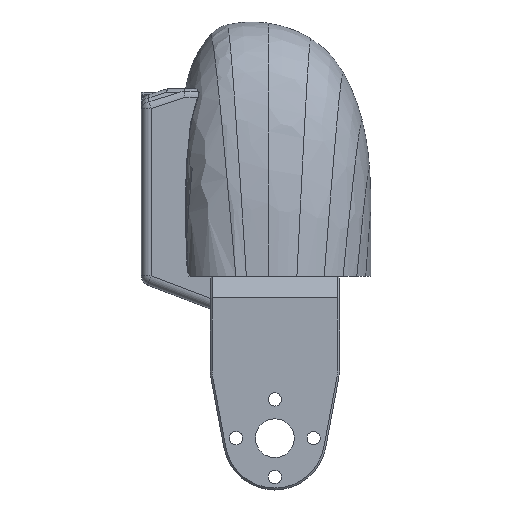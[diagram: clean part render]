
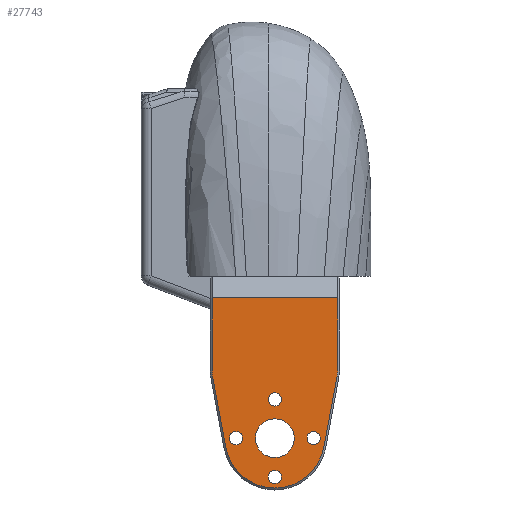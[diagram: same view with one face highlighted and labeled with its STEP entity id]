
A CAD part, front view. The second image highlights one B-rep face of the part: STEP entity #27743.
In plain terms, the highlighted planar face has unit normal (0, -1, 0).
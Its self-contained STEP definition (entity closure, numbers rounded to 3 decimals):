
#211=FACE_BOUND('',#10832,.T.);
#212=FACE_BOUND('',#10833,.T.);
#213=FACE_BOUND('',#10834,.T.);
#214=FACE_BOUND('',#10835,.T.);
#215=FACE_BOUND('',#10836,.T.);
#291=PLANE('',#29497);
#1671=LINE('',#39246,#5436);
#1672=LINE('',#39250,#5437);
#1673=LINE('',#39252,#5438);
#1674=LINE('',#39254,#5439);
#1675=LINE('',#39258,#5440);
#5436=VECTOR('',#31321,10.);
#5437=VECTOR('',#31324,5.738);
#5438=VECTOR('',#31325,19.4);
#5439=VECTOR('',#31326,5.738);
#5440=VECTOR('',#31329,7.099);
#9295=FACE_OUTER_BOUND('',#10831,.T.);
#10831=EDGE_LOOP('',(#19564,#19565,#19566,#19567,#19568,#19569,#19570,#19571));
#10832=EDGE_LOOP('',(#19572));
#10833=EDGE_LOOP('',(#19573));
#10834=EDGE_LOOP('',(#19574));
#10835=EDGE_LOOP('',(#19575));
#10836=EDGE_LOOP('',(#19576));
#12439=CIRCLE('',#29498,4.7);
#12440=CIRCLE('',#29499,4.7);
#12441=CIRCLE('',#29500,7.7);
#12442=CIRCLE('',#29501,1.025);
#12443=CIRCLE('',#29502,1.025);
#12444=CIRCLE('',#29503,1.025);
#12445=CIRCLE('',#29504,1.025);
#12446=CIRCLE('',#29505,3.);
#12798=VERTEX_POINT('',#39244);
#12799=VERTEX_POINT('',#39245);
#12800=VERTEX_POINT('',#39247);
#12801=VERTEX_POINT('',#39249);
#12802=VERTEX_POINT('',#39251);
#12803=VERTEX_POINT('',#39253);
#12804=VERTEX_POINT('',#39255);
#12805=VERTEX_POINT('',#39257);
#12806=VERTEX_POINT('',#39260);
#12807=VERTEX_POINT('',#39262);
#12808=VERTEX_POINT('',#39264);
#12809=VERTEX_POINT('',#39266);
#12810=VERTEX_POINT('',#39268);
#15434=EDGE_CURVE('',#12798,#12799,#1671,.T.);
#15435=EDGE_CURVE('',#12800,#12799,#12439,.T.);
#15436=EDGE_CURVE('',#12801,#12800,#1672,.T.);
#15437=EDGE_CURVE('',#12801,#12802,#1673,.T.);
#15438=EDGE_CURVE('',#12803,#12802,#1674,.T.);
#15439=EDGE_CURVE('',#12804,#12803,#12440,.T.);
#15440=EDGE_CURVE('',#12805,#12804,#1675,.T.);
#15441=EDGE_CURVE('',#12805,#12798,#12441,.T.);
#15442=EDGE_CURVE('',#12806,#12806,#12442,.T.);
#15443=EDGE_CURVE('',#12807,#12807,#12443,.T.);
#15444=EDGE_CURVE('',#12808,#12808,#12444,.T.);
#15445=EDGE_CURVE('',#12809,#12809,#12445,.T.);
#15446=EDGE_CURVE('',#12810,#12810,#12446,.T.);
#19564=ORIENTED_EDGE('',*,*,#15434,.T.);
#19565=ORIENTED_EDGE('',*,*,#15435,.F.);
#19566=ORIENTED_EDGE('',*,*,#15436,.F.);
#19567=ORIENTED_EDGE('',*,*,#15437,.T.);
#19568=ORIENTED_EDGE('',*,*,#15438,.F.);
#19569=ORIENTED_EDGE('',*,*,#15439,.F.);
#19570=ORIENTED_EDGE('',*,*,#15440,.F.);
#19571=ORIENTED_EDGE('',*,*,#15441,.T.);
#19572=ORIENTED_EDGE('',*,*,#15442,.T.);
#19573=ORIENTED_EDGE('',*,*,#15443,.T.);
#19574=ORIENTED_EDGE('',*,*,#15444,.T.);
#19575=ORIENTED_EDGE('',*,*,#15445,.T.);
#19576=ORIENTED_EDGE('',*,*,#15446,.F.);
#27743=ADVANCED_FACE('',(#9295,#211,#212,#213,#214,#215),#291,.F.);
#29497=AXIS2_PLACEMENT_3D('',#39243,#31319,#31320);
#29498=AXIS2_PLACEMENT_3D('',#39248,#31322,#31323);
#29499=AXIS2_PLACEMENT_3D('',#39256,#31327,#31328);
#29500=AXIS2_PLACEMENT_3D('',#39259,#31330,#31331);
#29501=AXIS2_PLACEMENT_3D('',#39261,#31332,#31333);
#29502=AXIS2_PLACEMENT_3D('',#39263,#31334,#31335);
#29503=AXIS2_PLACEMENT_3D('',#39265,#31336,#31337);
#29504=AXIS2_PLACEMENT_3D('',#39267,#31338,#31339);
#29505=AXIS2_PLACEMENT_3D('',#39269,#31340,#31341);
#31319=DIRECTION('center_axis',(0.,1.,0.));
#31320=DIRECTION('ref_axis',(0.,0.,1.));
#31321=DIRECTION('',(0.183,0.,0.983));
#31322=DIRECTION('center_axis',(0.,1.,0.));
#31323=DIRECTION('ref_axis',(1.,0.,0.));
#31324=DIRECTION('',(0.,0.,-1.));
#31325=DIRECTION('',(-1.,0.,0.));
#31326=DIRECTION('',(0.,0.,1.));
#31327=DIRECTION('center_axis',(0.,1.,0.));
#31328=DIRECTION('ref_axis',(-0.983,0.,-0.183));
#31329=DIRECTION('',(-0.183,0.,0.983));
#31330=DIRECTION('center_axis',(0.,-1.,0.));
#31331=DIRECTION('ref_axis',(0.,0.,-1.));
#31332=DIRECTION('center_axis',(0.,1.,0.));
#31333=DIRECTION('ref_axis',(-1.,0.,0.));
#31334=DIRECTION('center_axis',(0.,1.,0.));
#31335=DIRECTION('ref_axis',(-1.,0.,0.));
#31336=DIRECTION('center_axis',(0.,1.,0.));
#31337=DIRECTION('ref_axis',(-1.,0.,0.));
#31338=DIRECTION('center_axis',(0.,1.,0.));
#31339=DIRECTION('ref_axis',(-1.,0.,0.));
#31340=DIRECTION('center_axis',(0.,-1.,0.));
#31341=DIRECTION('ref_axis',(1.,0.,0.));
#39243=CARTESIAN_POINT('Origin',(5.882,-17.3,1.582));
#39244=CARTESIAN_POINT('',(7.57,-17.3,-18.41));
#39245=CARTESIAN_POINT('',(9.621,-17.3,-7.399));
#39246=CARTESIAN_POINT('',(10.041,-17.3,-5.14));
#39247=CARTESIAN_POINT('',(9.7,-17.3,-6.538));
#39248=CARTESIAN_POINT('Origin',(5.,-17.3,-6.538));
#39249=CARTESIAN_POINT('',(9.7,-17.3,4.7));
#39250=CARTESIAN_POINT('',(9.7,-17.3,4.7));
#39251=CARTESIAN_POINT('',(-9.7,-17.3,4.7));
#39252=CARTESIAN_POINT('',(9.7,-17.3,4.7));
#39253=CARTESIAN_POINT('',(-9.7,-17.3,-6.538));
#39254=CARTESIAN_POINT('',(-9.7,-17.3,-1.038));
#39255=CARTESIAN_POINT('',(-9.621,-17.3,-7.399));
#39256=CARTESIAN_POINT('Origin',(-5.,-17.3,-6.538));
#39257=CARTESIAN_POINT('',(-7.57,-17.3,-18.41));
#39258=CARTESIAN_POINT('',(-8.321,-17.3,-14.378));
#39259=CARTESIAN_POINT('Origin',(0.,-17.3,-17.));
#39260=CARTESIAN_POINT('',(1.025,-17.3,-23.));
#39261=CARTESIAN_POINT('Origin',(0.,-17.3,-23.));
#39262=CARTESIAN_POINT('',(-1.025,-17.3,-11.));
#39263=CARTESIAN_POINT('Origin',(0.,-17.3,-11.));
#39264=CARTESIAN_POINT('',(6.,-17.3,-15.975));
#39265=CARTESIAN_POINT('Origin',(6.,-17.3,-17.));
#39266=CARTESIAN_POINT('',(-6.,-17.3,-18.025));
#39267=CARTESIAN_POINT('Origin',(-6.,-17.3,-17.));
#39268=CARTESIAN_POINT('',(3.,-17.3,-17.));
#39269=CARTESIAN_POINT('Origin',(0.,-17.3,-17.));
